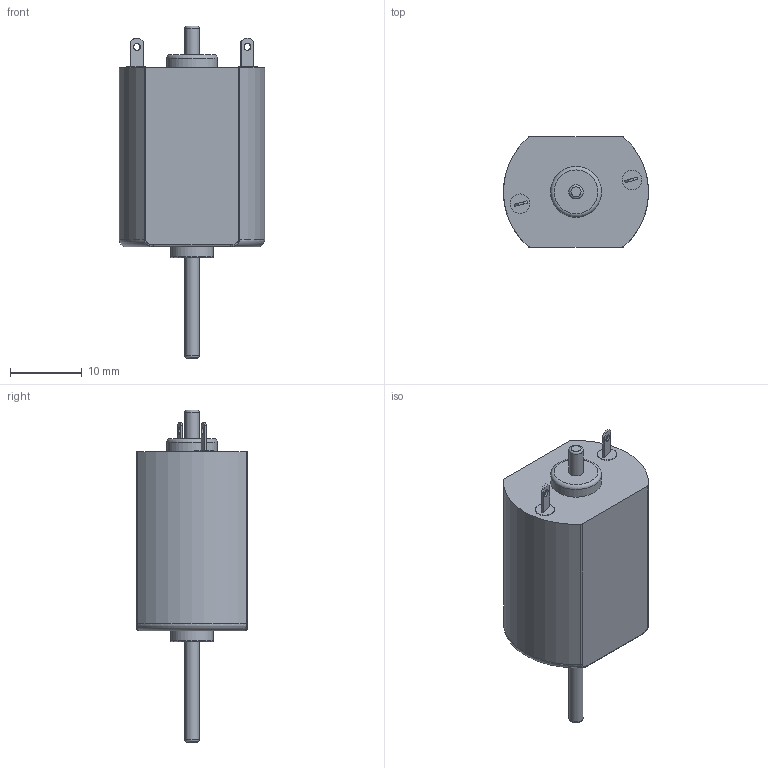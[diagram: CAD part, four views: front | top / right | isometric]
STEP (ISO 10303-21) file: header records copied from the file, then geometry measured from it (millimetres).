
FILE_DESCRIPTION(('FreeCAD Model'),'2;1');
FILE_NAME('MDCM.step', '2020-10-14T21:44:27',('Author'),(''), 'Open CASCADE STEP processor 7.4','FreeCAD','Unknown');
FILE_SCHEMA(('AUTOMOTIVE_DESIGN { 1 0 10303 214 1 1 1 1 }'));
Length unit declared in the file: millimetre
Products named in the file (2): Body; SOLID
Assembly tree (1 placements, depth 2):
  Body
    SOLID
Bounding box: 20.25 x 15.4 x 46.3 mm (x, y, z)
Volume: 7111.2 mm3; surface area: 2316.3 mm2
Topology: 1 solids, 1 shells, 56 faces, 117 edges, 74 vertices
Faces by surface type: plane 27, cylinder 19, torus 6, bspline 4
Full cylindrical faces by diameter (mm): 1 x2, 1.3 x1, 1.5 x2, 2 x2, 2.7 x2, 6 x1, 7.1 x1
Entity records: 3389 total; most frequent: CARTESIAN_POINT 947, DIRECTION 464, LINE 249, VECTOR 249, ORIENTED_EDGE 234, PCURVE 234, DEFINITIONAL_REPRESENTATION 234, EDGE_CURVE 117
